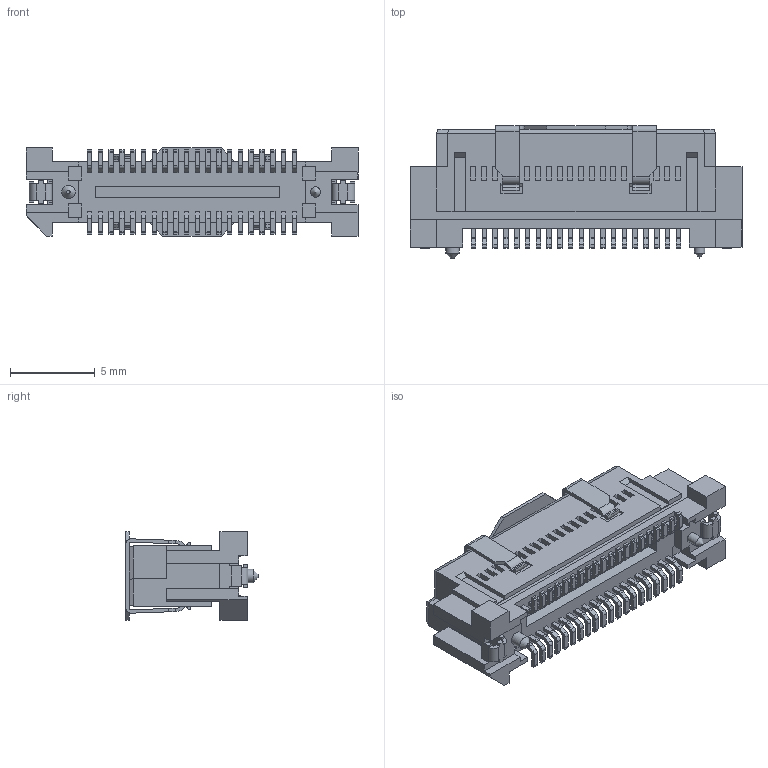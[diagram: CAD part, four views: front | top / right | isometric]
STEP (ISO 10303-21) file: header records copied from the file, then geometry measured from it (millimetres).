
FILE_DESCRIPTION(/* description */ ('STEP AP214'),/* implementation_level */ '2;1');
FILE_NAME(/* name */ '536470474',/* time_stamp */ '2022-12-01T11:16:40+01:00',/* author */ ('License CC BY-ND 4.0'),/* organization */ ('CADENAS'),/* preprocessor_version */ 'ST-DEVELOPER v18.102',/* originating_system */ 'PARTsolutions',/* authorisation */ ' ');
FILE_SCHEMA (('AUTOMOTIVE_DESIGN {1 0 10303 214 3 1 1}'));
Length unit declared in the file: millimetre
Products named in the file (179): 536470474; 536470474_PART178; 536470474_PART177; 536470474_PART176; 536470474_PART175; 536470474_PART174; 536470474_PART173; 536470474_PART172; 536470474_PART171; 536470474_PART170; 536470474_PART169; 536470474_PART168; 536470474_PART167; 536470474_PART166; 536470474_PART165; 536470474_PART164; 536470474_PART163; 536470474_PART162; 536470474_PART161; 536470474_PART160; 536470474_PART159; 536470474_PART158; 536470474_PART157; 536470474_PART156; 536470474_PART155; 536470474_PART154; 536470474_PART153; 536470474_PART152; 536470474_PART151; 536470474_PART150; 536470474_PART149; 536470474_PART148; 536470474_PART147; 536470474_PART146; 536470474_PART145; 536470474_PART144; 536470474_PART143; 536470474_PART142; 536470474_PART141; 536470474_PART140 ...
Assembly tree (178 placements, depth 2):
  536470474
    536470474_PART178
    536470474_PART177
    536470474_PART176
    536470474_PART175
    536470474_PART174
    536470474_PART173
    536470474_PART172
    536470474_PART171
    536470474_PART170
    536470474_PART169
    536470474_PART168
    536470474_PART167
    536470474_PART166
    536470474_PART165
    536470474_PART164
    536470474_PART163
    536470474_PART162
    536470474_PART161
    536470474_PART160
    536470474_PART159
    536470474_PART158
    536470474_PART157
    536470474_PART156
    536470474_PART155
    536470474_PART154
    536470474_PART153
    536470474_PART152
    536470474_PART151
    536470474_PART150
    536470474_PART149
    536470474_PART148
    536470474_PART147
    536470474_PART146
    536470474_PART145
    536470474_PART144
    536470474_PART143
    536470474_PART142
    536470474_PART141
    536470474_PART140
    536470474_PART139
    536470474_PART138
    536470474_PART137
    536470474_PART136
    536470474_PART135
    536470474_PART134
    536470474_PART133
    536470474_PART132
    536470474_PART131
    536470474_PART130
    536470474_PART129
    536470474_PART128
    536470474_PART127
    536470474_PART126
    536470474_PART125
    536470474_PART124
    536470474_PART123
    536470474_PART122
    536470474_PART121
    536470474_PART120
Bounding box: 19.57 x 7.8 x 5.2 mm (x, y, z)
Volume: 258.8 mm3; surface area: 1005.9 mm2
Topology: 3 solids, 3 shells, 1397 faces, 4097 edges, 2948 vertices
Faces by surface type: plane 1196, cylinder 199, cone 2
Full cylindrical faces by diameter (mm): 0.6 x1, 0.8 x1, 5 x1
Entity records: 50032 total; most frequent: CARTESIAN_POINT 8257, ORIENTED_EDGE 7824, DIRECTION 7646, EDGE_CURVE 3912, LINE 3680, VECTOR 3680, VERTEX_POINT 2594, AXIS2_PLACEMENT_3D 1983
